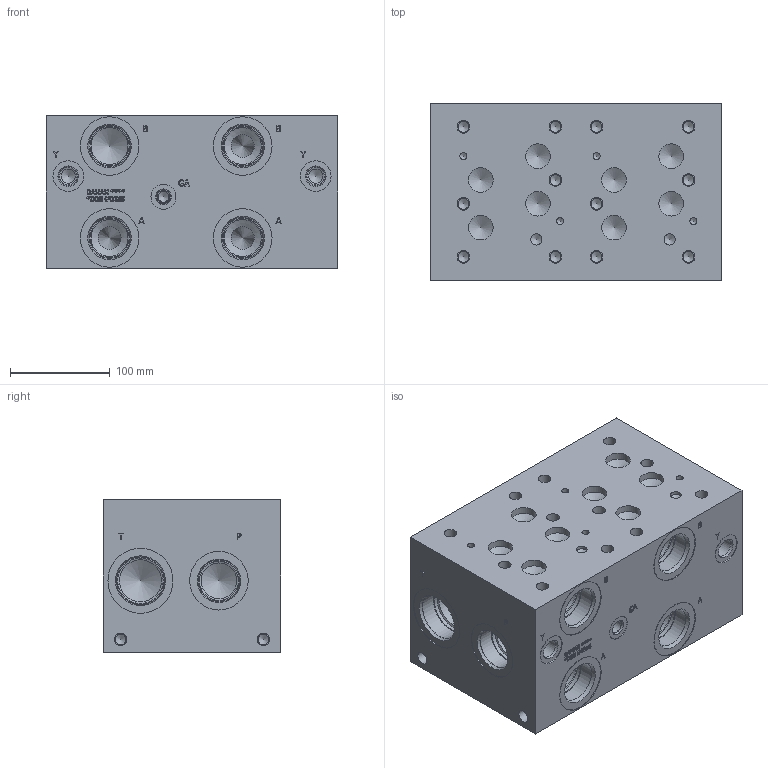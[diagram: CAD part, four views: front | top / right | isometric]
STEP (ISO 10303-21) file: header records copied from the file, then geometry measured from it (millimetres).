
FILE_DESCRIPTION(/* description */ (''),/* implementation_level */ '2;1');
FILE_NAME(/* name */ '_D08HP025S.stp',/* time_stamp */ '2020-03-09T16:31:50-04:00',/* author */ ('devonn'),/* organization */ (''),/* preprocessor_version */ 'ST-DEVELOPER v17',/* originating_system */ 'Autodesk Inventor 2019',/* authorisation */ '');
FILE_SCHEMA (('AUTOMOTIVE_DESIGN { 1 0 10303 214 3 1 1 }'));
Length unit declared in the file: millimetre
Products named in the file (1): Part_AD08HP025S_3D
Bounding box: 292.1 x 177.8 x 152.4 mm (x, y, z)
Volume: 7350887.9 mm3; surface area: 319808 mm2
Topology: 1 solids, 1 shells, 729 faces, 1983 edges, 1343 vertices
Faces by surface type: plane 389, bspline 165, cylinder 101, cone 74
Full cylindrical faces by diameter (mm): 7.137 x4, 10.719 x17, 11.125 x2, 12.7 x16, 12.9 x1, 14.275 x3, 14.529 x1, 17.501 x2, 19.05 x2, 19.253 x2, 24.613 x8, 25.019 x1, 30.632 x2, 35.712 x2, 36.906 x4, 39.218 x6, 41.275 x4, 41.28 x2, 41.758 x2, 42.062 x2, 43.51 x4, 45.568 x2, 47.625 x2, 48.057 x2, 58.572 x6, 65.126 x2
Entity records: 24270 total; most frequent: CARTESIAN_POINT 6160, ORIENTED_EDGE 3884, DIRECTION 3114, EDGE_CURVE 1942, VERTEX_POINT 1343, LINE 1240, VECTOR 1240, AXIS2_PLACEMENT_3D 937
